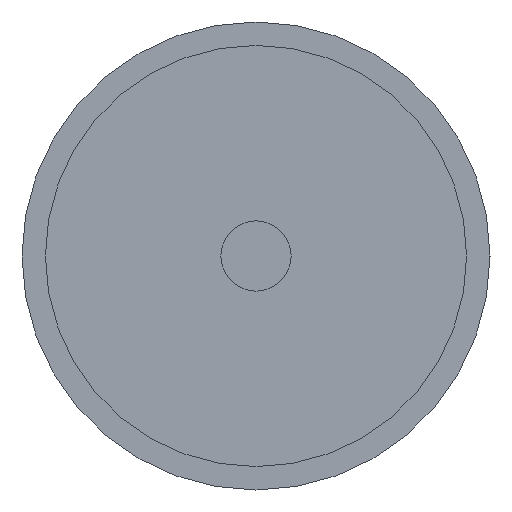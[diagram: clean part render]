
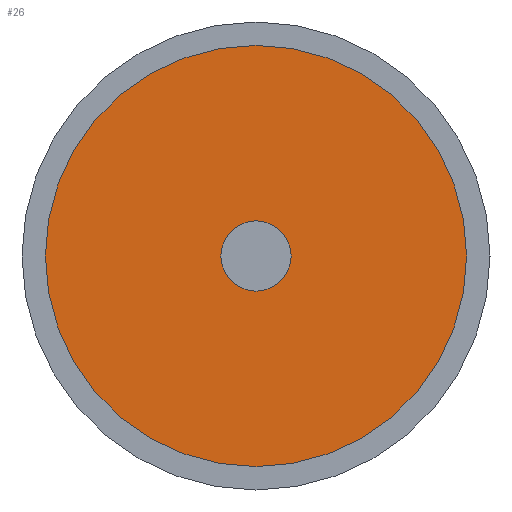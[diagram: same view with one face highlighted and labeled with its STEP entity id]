
A CAD part, left-side view. The second image highlights one B-rep face of the part: STEP entity #26.
In plain terms, the highlighted planar face has unit normal (-1, 0, 0).
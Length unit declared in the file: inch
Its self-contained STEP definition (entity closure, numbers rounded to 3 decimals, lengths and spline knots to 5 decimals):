
#3 = CARTESIAN_POINT ( 'NONE',  ( 0.07297, 0., 0.0075 ) ) ;
#26 = ADVANCED_FACE ( 'NONE', ( #74, #251 ), #60, .T. ) ;
#36 = DIRECTION ( 'NONE',  ( 0., 0., 1. ) ) ;
#54 = AXIS2_PLACEMENT_3D ( 'NONE', #121, #207, #70 ) ;
#56 = VERTEX_POINT ( 'NONE', #3 ) ;
#60 = PLANE ( 'NONE',  #262 ) ;
#62 = CARTESIAN_POINT ( 'NONE',  ( 0.07297, 0., 0. ) ) ;
#70 = DIRECTION ( 'NONE',  ( 0., 0., 1. ) ) ;
#71 = CARTESIAN_POINT ( 'NONE',  ( 0.07297, 0., 0.045 ) ) ;
#73 = EDGE_LOOP ( 'NONE', ( #82 ) ) ;
#74 = FACE_BOUND ( 'NONE', #203, .T. ) ;
#82 = ORIENTED_EDGE ( 'NONE', *, *, #201, .T. ) ;
#113 = DIRECTION ( 'NONE',  ( 0., 0., 1. ) ) ;
#121 = CARTESIAN_POINT ( 'NONE',  ( 0.07297, 0., 0. ) ) ;
#177 = EDGE_CURVE ( 'NONE', #56, #56, #233, .T. ) ;
#179 = AXIS2_PLACEMENT_3D ( 'NONE', #250, #252, #113 ) ;
#194 = DIRECTION ( 'NONE',  ( -1., 0., 0. ) ) ;
#201 = EDGE_CURVE ( 'NONE', #241, #241, #219, .T. ) ;
#203 = EDGE_LOOP ( 'NONE', ( #204 ) ) ;
#204 = ORIENTED_EDGE ( 'NONE', *, *, #177, .F. ) ;
#207 = DIRECTION ( 'NONE',  ( -1., 0., 0. ) ) ;
#219 = CIRCLE ( 'NONE', #54, 0.045 ) ;
#233 = CIRCLE ( 'NONE', #179, 0.0075 ) ;
#241 = VERTEX_POINT ( 'NONE', #71 ) ;
#250 = CARTESIAN_POINT ( 'NONE',  ( 0.07297, 0., 0. ) ) ;
#251 = FACE_OUTER_BOUND ( 'NONE', #73, .T. ) ;
#252 = DIRECTION ( 'NONE',  ( -1., 0., 0. ) ) ;
#262 = AXIS2_PLACEMENT_3D ( 'NONE', #62, #194, #36 ) ;
